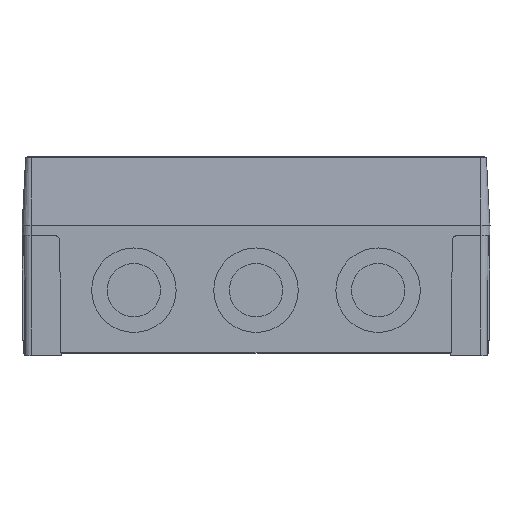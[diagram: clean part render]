
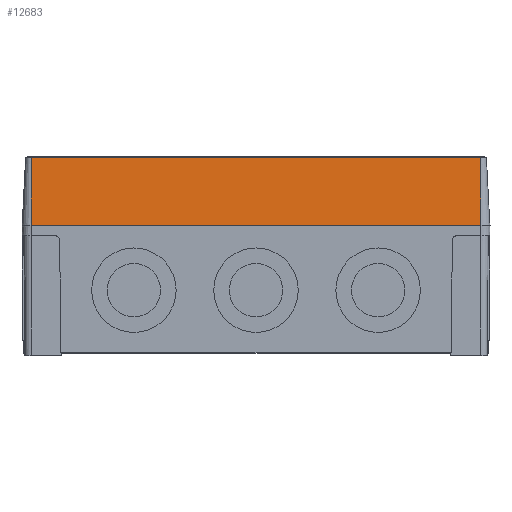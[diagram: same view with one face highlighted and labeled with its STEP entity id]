
A CAD part, top view. The second image highlights one B-rep face of the part: STEP entity #12683.
In plain terms, the highlighted planar face has unit normal (0, 0.052, 0.999).
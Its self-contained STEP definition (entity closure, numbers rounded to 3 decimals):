
#1204 = ORIENTED_EDGE ( 'NONE', *, *, #8702, .T. ) ;
#1759 = DIRECTION ( 'NONE',  ( 0., -0.999, 0.052 ) ) ;
#1902 = DIRECTION ( 'NONE',  ( -1., 0., 0. ) ) ;
#2012 = VERTEX_POINT ( 'NONE', #9559 ) ;
#2652 = ORIENTED_EDGE ( 'NONE', *, *, #2942, .F. ) ;
#2942 = EDGE_CURVE ( 'NONE', #7095, #5081, #12048, .T. ) ;
#2999 = ORIENTED_EDGE ( 'NONE', *, *, #7931, .T. ) ;
#3593 = PLANE ( 'NONE',  #8846 ) ;
#4502 = LINE ( 'NONE', #5694, #12370 ) ;
#4925 = CARTESIAN_POINT ( 'NONE',  ( -86.5, 0., 90. ) ) ;
#5081 = VERTEX_POINT ( 'NONE', #14156 ) ;
#5694 = CARTESIAN_POINT ( 'NONE',  ( -86.5, 0., 90. ) ) ;
#7095 = VERTEX_POINT ( 'NONE', #9908 ) ;
#7532 = CARTESIAN_POINT ( 'NONE',  ( 86.5, 0., 90. ) ) ;
#7927 = CARTESIAN_POINT ( 'NONE',  ( -86.5, 0., 90. ) ) ;
#7931 = EDGE_CURVE ( 'NONE', #7095, #2012, #10168, .T. ) ;
#8702 = EDGE_CURVE ( 'NONE', #2012, #12041, #12214, .T. ) ;
#8748 = CARTESIAN_POINT ( 'NONE',  ( -86.5, 25.967, 88.639 ) ) ;
#8807 = EDGE_LOOP ( 'NONE', ( #2652, #2999, #1204, #14666 ) ) ;
#8846 = AXIS2_PLACEMENT_3D ( 'NONE', #10578, #11560, #10363 ) ;
#9559 = CARTESIAN_POINT ( 'NONE',  ( -86.5, 25.967, 88.639 ) ) ;
#9701 = VECTOR ( 'NONE', #14766, 1000. ) ;
#9908 = CARTESIAN_POINT ( 'NONE',  ( 86.5, 25.967, 88.639 ) ) ;
#10008 = EDGE_CURVE ( 'NONE', #12041, #5081, #4502, .T. ) ;
#10168 = LINE ( 'NONE', #8748, #12067 ) ;
#10273 = VECTOR ( 'NONE', #1759, 1000. ) ;
#10363 = DIRECTION ( 'NONE',  ( 0., -0.999, 0.052 ) ) ;
#10578 = CARTESIAN_POINT ( 'NONE',  ( -86.5, 0., 90. ) ) ;
#11337 = DIRECTION ( 'NONE',  ( 1., 0., 0. ) ) ;
#11560 = DIRECTION ( 'NONE',  ( 0., 0.052, 0.999 ) ) ;
#12041 = VERTEX_POINT ( 'NONE', #4925 ) ;
#12048 = LINE ( 'NONE', #7532, #10273 ) ;
#12067 = VECTOR ( 'NONE', #1902, 1000. ) ;
#12214 = LINE ( 'NONE', #7927, #9701 ) ;
#12370 = VECTOR ( 'NONE', #11337, 1000. ) ;
#12683 = ADVANCED_FACE ( 'NONE', ( #13884 ), #3593, .T. ) ;
#13884 = FACE_OUTER_BOUND ( 'NONE', #8807, .T. ) ;
#14156 = CARTESIAN_POINT ( 'NONE',  ( 86.5, 0., 90. ) ) ;
#14666 = ORIENTED_EDGE ( 'NONE', *, *, #10008, .T. ) ;
#14766 = DIRECTION ( 'NONE',  ( 0., -0.999, 0.052 ) ) ;
